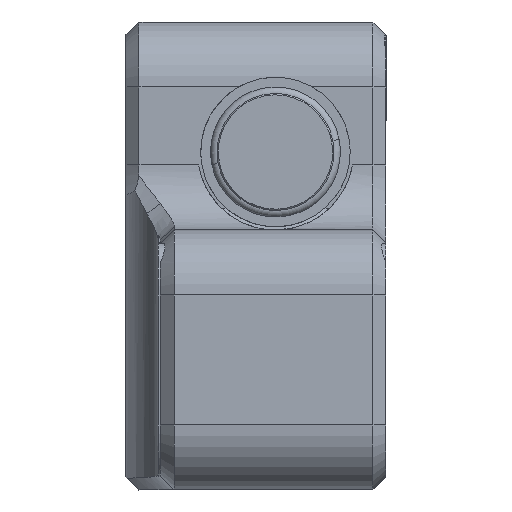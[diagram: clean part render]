
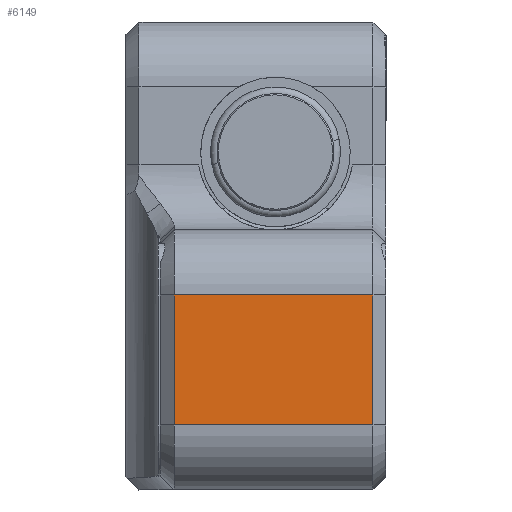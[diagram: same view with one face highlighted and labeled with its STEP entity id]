
A CAD part, left-side view. The second image highlights one B-rep face of the part: STEP entity #6149.
In plain terms, the highlighted planar face has unit normal (-1, 0, 0).
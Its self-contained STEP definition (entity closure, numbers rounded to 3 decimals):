
#179=DIRECTION('',(0.,1.,0.));
#180=VECTOR('',#179,15.268);
#181=CARTESIAN_POINT('',(-278.741,6.69,-21.));
#182=LINE('',#181,#180);
#191=DIRECTION('',(0.,-1.,0.));
#192=VECTOR('',#191,15.268);
#193=CARTESIAN_POINT('',(-278.741,21.959,-31.));
#194=LINE('',#193,#192);
#3742=DIRECTION('',(0.,0.,-1.));
#3743=VECTOR('',#3742,10.);
#3744=CARTESIAN_POINT('',(-278.741,21.959,-21.));
#3745=LINE('',#3744,#3743);
#3784=DIRECTION('',(0.,0.,1.));
#3785=VECTOR('',#3784,10.);
#3786=CARTESIAN_POINT('',(-278.741,6.69,-31.));
#3787=LINE('',#3786,#3785);
#5712=CARTESIAN_POINT('',(-278.741,6.69,-21.));
#5713=VERTEX_POINT('',#5712);
#5714=CARTESIAN_POINT('',(-278.741,6.69,-31.));
#5715=VERTEX_POINT('',#5714);
#5718=CARTESIAN_POINT('',(-278.741,21.959,-31.));
#5719=VERTEX_POINT('',#5718);
#5756=CARTESIAN_POINT('',(-278.741,21.959,-21.));
#5757=VERTEX_POINT('',#5756);
#6135=CARTESIAN_POINT('',(-278.741,25.69,-36.));
#6136=DIRECTION('',(1.,0.,0.));
#6137=DIRECTION('',(0.,0.,-1.));
#6138=AXIS2_PLACEMENT_3D('',#6135,#6136,#6137);
#6139=PLANE('',#6138);
#6141=ORIENTED_EDGE('',*,*,#6140,.F.);
#6143=ORIENTED_EDGE('',*,*,#6142,.F.);
#6144=ORIENTED_EDGE('',*,*,#6125,.F.);
#6146=ORIENTED_EDGE('',*,*,#6145,.F.);
#6147=EDGE_LOOP('',(#6141,#6143,#6144,#6146));
#6148=FACE_OUTER_BOUND('',#6147,.F.);
#6149=ADVANCED_FACE('',(#6148),#6139,.F.);
#6125=EDGE_CURVE('',#5713,#5757,#182,.T.);
#6140=EDGE_CURVE('',#5719,#5715,#194,.T.);
#6142=EDGE_CURVE('',#5757,#5719,#3745,.T.);
#6145=EDGE_CURVE('',#5715,#5713,#3787,.T.);
